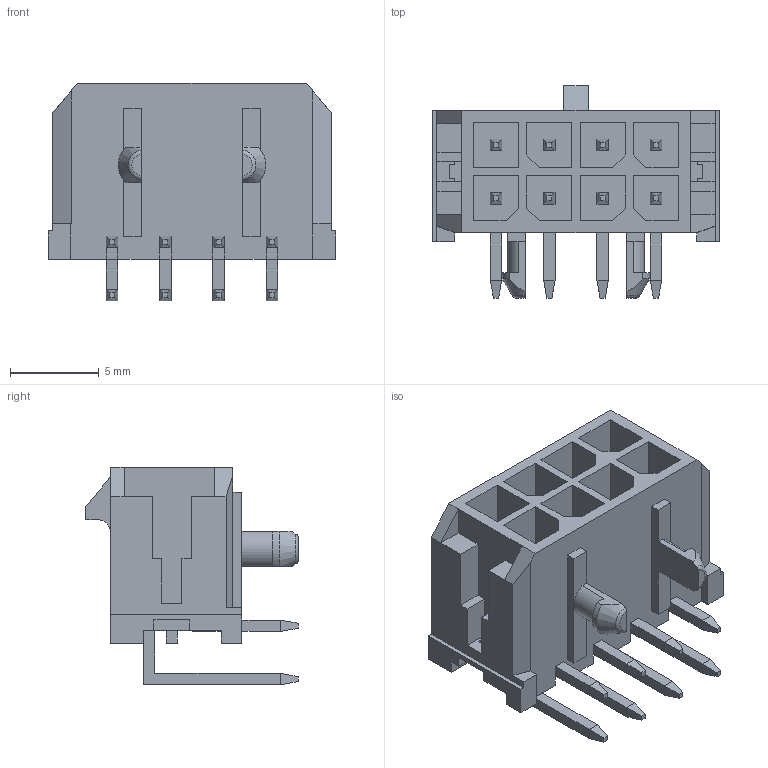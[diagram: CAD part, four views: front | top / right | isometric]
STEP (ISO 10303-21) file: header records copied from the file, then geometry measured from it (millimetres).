
FILE_DESCRIPTION(/* description */ (''),/* implementation_level */ '2;1');
FILE_NAME(/* name */ '430450800.step',/* time_stamp */ '2018-10-08T21:10:59-04:00',/* author */ ('cruiz5965'),/* organization */ (''),/* preprocessor_version */ 'ST-DEVELOPER v17.2',/* originating_system */ 'Autodesk Translation Framework v7.6.0.251',/* authorisation */ '');
FILE_SCHEMA (('AUTOMOTIVE_DESIGN { 1 0 10303 214 3 1 1 }'));
Length unit declared in the file: millimetre
Products named in the file (1): 430450800
Bounding box: 16.15 x 11.95 x 12.24 mm (x, y, z)
Volume: 675.9 mm3; surface area: 1554.6 mm2
Topology: 1 solids, 1 shells, 411 faces, 1036 edges, 647 vertices
Faces by surface type: plane 402, cylinder 5, cone 2, torus 2
Entity records: 12099 total; most frequent: CARTESIAN_POINT 2119, ORIENTED_EDGE 2072, DIRECTION 1872, EDGE_CURVE 1036, LINE 1008, VECTOR 1008, VERTEX_POINT 647, AXIS2_PLACEMENT_3D 432
